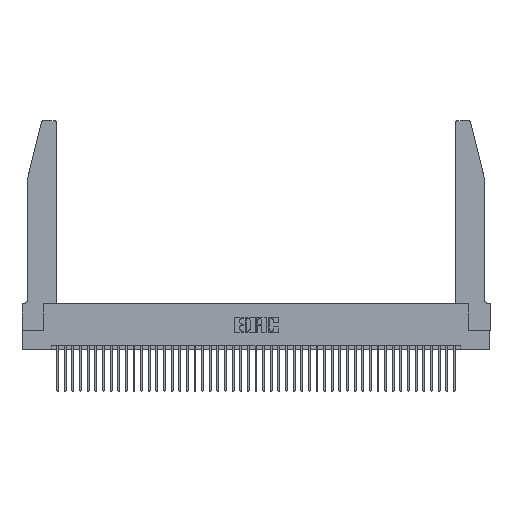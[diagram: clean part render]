
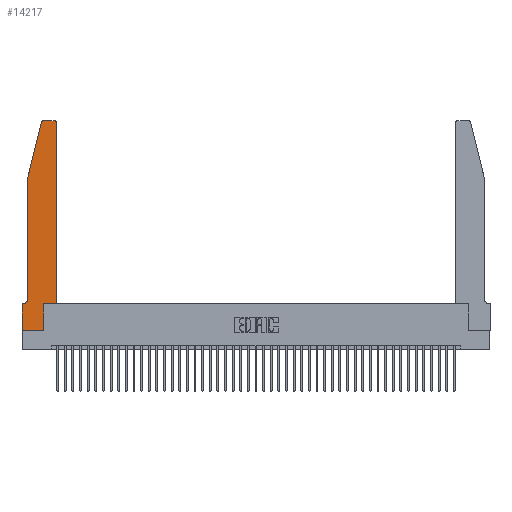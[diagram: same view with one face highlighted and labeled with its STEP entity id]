
A CAD part, top view. The second image highlights one B-rep face of the part: STEP entity #14217.
In plain terms, the highlighted planar face has unit normal (0, 0, 1).
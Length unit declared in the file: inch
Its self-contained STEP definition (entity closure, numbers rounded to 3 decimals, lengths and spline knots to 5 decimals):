
#743 = FACE_OUTER_BOUND ( 'NONE', #43722, .T. ) ;
#782 = CIRCLE ( 'NONE', #12566, 0.07 ) ;
#888 = DIRECTION ( 'NONE',  ( 0., 0., 1. ) ) ;
#902 = CARTESIAN_POINT ( 'NONE',  ( 0.25487, 2.72718, 0.37 ) ) ;
#1492 = CARTESIAN_POINT ( 'NONE',  ( 0.0755, 0.35, 0.37 ) ) ;
#2122 = CARTESIAN_POINT ( 'NONE',  ( 0.4205, 2.75, 0.37 ) ) ;
#2628 = VECTOR ( 'NONE', #19080, 39.37008 ) ;
#3124 = CIRCLE ( 'NONE', #25522, 0.03 ) ;
#3675 = VERTEX_POINT ( 'NONE', #6419 ) ;
#3826 = ORIENTED_EDGE ( 'NONE', *, *, #12917, .T. ) ;
#4391 = ORIENTED_EDGE ( 'NONE', *, *, #35018, .T. ) ;
#4659 = VECTOR ( 'NONE', #16573, 39.37008 ) ;
#6419 = CARTESIAN_POINT ( 'NONE',  ( 0.2865, 0., 0.37 ) ) ;
#6848 = VERTEX_POINT ( 'NONE', #16214 ) ;
#6952 = VECTOR ( 'NONE', #36835, 39.37008 ) ;
#7329 = DIRECTION ( 'NONE',  ( 0., 0., 1. ) ) ;
#7506 = VECTOR ( 'NONE', #23417, 39.37008 ) ;
#8292 = ORIENTED_EDGE ( 'NONE', *, *, #35129, .T. ) ;
#8423 = VERTEX_POINT ( 'NONE', #11246 ) ;
#10572 = VECTOR ( 'NONE', #36216, 39.37008 ) ;
#11246 = CARTESIAN_POINT ( 'NONE',  ( 0.2865, 0.35, 0.37 ) ) ;
#11865 = EDGE_CURVE ( 'NONE', #38177, #38658, #3124, .T. ) ;
#12182 = EDGE_CURVE ( 'NONE', #6848, #38177, #18926, .T. ) ;
#12190 = DIRECTION ( 'NONE',  ( 1., 0., 0. ) ) ;
#12231 = CARTESIAN_POINT ( 'NONE',  ( 0.0055, 0.42, 0.37 ) ) ;
#12566 = AXIS2_PLACEMENT_3D ( 'NONE', #12231, #36401, #15745 ) ;
#12917 = EDGE_CURVE ( 'NONE', #21689, #42978, #41520, .T. ) ;
#14217 = ADVANCED_FACE ( 'NONE', ( #743 ), #38337, .T. ) ;
#15118 = ORIENTED_EDGE ( 'NONE', *, *, #35027, .T. ) ;
#15437 = VECTOR ( 'NONE', #40265, 39.37008 ) ;
#15745 = DIRECTION ( 'NONE',  ( -1., 0., 0. ) ) ;
#15851 = CARTESIAN_POINT ( 'NONE',  ( 0.4505, 2.72, 0.37 ) ) ;
#16182 = CARTESIAN_POINT ( 'NONE',  ( 0.2865, 0.35, 0.37 ) ) ;
#16214 = CARTESIAN_POINT ( 'NONE',  ( 0.4505, 0.35, 0.37 ) ) ;
#16573 = DIRECTION ( 'NONE',  ( -0.239, -0.971, 0. ) ) ;
#18097 = EDGE_CURVE ( 'NONE', #38658, #24286, #22226, .T. ) ;
#18314 = DIRECTION ( 'NONE',  ( 0., 0., 1. ) ) ;
#18926 = LINE ( 'NONE', #19945, #7506 ) ;
#18961 = ORIENTED_EDGE ( 'NONE', *, *, #12182, .T. ) ;
#19080 = DIRECTION ( 'NONE',  ( -1., 0., 0. ) ) ;
#19187 = CARTESIAN_POINT ( 'NONE',  ( 0.0755, 0.42, 0.37 ) ) ;
#19945 = CARTESIAN_POINT ( 'NONE',  ( 0.4505, 0.35, 0.37 ) ) ;
#19992 = ORIENTED_EDGE ( 'NONE', *, *, #38135, .T. ) ;
#20621 = CARTESIAN_POINT ( 'NONE',  ( 0., 0., 0.37 ) ) ;
#21689 = VERTEX_POINT ( 'NONE', #902 ) ;
#21739 = CARTESIAN_POINT ( 'NONE',  ( 0.284, 2.72, 0.37 ) ) ;
#21826 = CARTESIAN_POINT ( 'NONE',  ( 0., 0.35, 0.37 ) ) ;
#22226 = LINE ( 'NONE', #39725, #2628 ) ;
#23036 = LINE ( 'NONE', #1492, #28924 ) ;
#23329 = DIRECTION ( 'NONE',  ( 1., 0., 0. ) ) ;
#23417 = DIRECTION ( 'NONE',  ( 0., 1., 0. ) ) ;
#23990 = VERTEX_POINT ( 'NONE', #21826 ) ;
#24286 = VERTEX_POINT ( 'NONE', #37172 ) ;
#24623 = LINE ( 'NONE', #26397, #15437 ) ;
#25205 = DIRECTION ( 'NONE',  ( 1., 0., 0. ) ) ;
#25411 = LINE ( 'NONE', #16182, #6952 ) ;
#25502 = LINE ( 'NONE', #40514, #36823 ) ;
#25522 = AXIS2_PLACEMENT_3D ( 'NONE', #38969, #18314, #42453 ) ;
#25809 = CARTESIAN_POINT ( 'NONE',  ( 0.0755, 2., 0.37 ) ) ;
#26397 = CARTESIAN_POINT ( 'NONE',  ( 0., 0., 0.37 ) ) ;
#26433 = AXIS2_PLACEMENT_3D ( 'NONE', #28064, #7329, #31536 ) ;
#26828 = CARTESIAN_POINT ( 'NONE',  ( 0.0755, 2., 0.37 ) ) ;
#27570 = CARTESIAN_POINT ( 'NONE',  ( 0.0055, 0.35, 0.37 ) ) ;
#28064 = CARTESIAN_POINT ( 'NONE',  ( 0., 0.35, 0.37 ) ) ;
#28788 = ORIENTED_EDGE ( 'NONE', *, *, #11865, .T. ) ;
#28924 = VECTOR ( 'NONE', #29254, 39.37008 ) ;
#28929 = EDGE_CURVE ( 'NONE', #8423, #6848, #25502, .T. ) ;
#29254 = DIRECTION ( 'NONE',  ( -1., 0., 0. ) ) ;
#29409 = CARTESIAN_POINT ( 'NONE',  ( 0., 0., 0.37 ) ) ;
#29502 = AXIS2_PLACEMENT_3D ( 'NONE', #21739, #888, #25205 ) ;
#31372 = VERTEX_POINT ( 'NONE', #27570 ) ;
#31536 = DIRECTION ( 'NONE',  ( 1., 0., 0. ) ) ;
#31910 = ORIENTED_EDGE ( 'NONE', *, *, #28929, .T. ) ;
#32457 = VERTEX_POINT ( 'NONE', #19187 ) ;
#32588 = EDGE_CURVE ( 'NONE', #3675, #8423, #25411, .T. ) ;
#33677 = ORIENTED_EDGE ( 'NONE', *, *, #18097, .T. ) ;
#34379 = EDGE_CURVE ( 'NONE', #32457, #31372, #782, .T. ) ;
#34534 = ORIENTED_EDGE ( 'NONE', *, *, #34379, .T. ) ;
#35018 = EDGE_CURVE ( 'NONE', #31372, #23990, #23036, .T. ) ;
#35027 = EDGE_CURVE ( 'NONE', #42978, #32457, #38131, .T. ) ;
#35129 = EDGE_CURVE ( 'NONE', #23990, #37067, #24623, .T. ) ;
#35986 = CARTESIAN_POINT ( 'NONE',  ( 0.0755, 2., 0.37 ) ) ;
#36216 = DIRECTION ( 'NONE',  ( 0., -1., 0. ) ) ;
#36401 = DIRECTION ( 'NONE',  ( 0., 0., -1. ) ) ;
#36823 = VECTOR ( 'NONE', #23329, 39.37008 ) ;
#36835 = DIRECTION ( 'NONE',  ( 0., 1., 0. ) ) ;
#37067 = VERTEX_POINT ( 'NONE', #20621 ) ;
#37112 = CIRCLE ( 'NONE', #29502, 0.03 ) ;
#37172 = CARTESIAN_POINT ( 'NONE',  ( 0.284, 2.75, 0.37 ) ) ;
#37834 = ORIENTED_EDGE ( 'NONE', *, *, #40995, .T. ) ;
#38131 = LINE ( 'NONE', #25809, #10572 ) ;
#38135 = EDGE_CURVE ( 'NONE', #37067, #3675, #43882, .T. ) ;
#38177 = VERTEX_POINT ( 'NONE', #15851 ) ;
#38337 = PLANE ( 'NONE',  #26433 ) ;
#38658 = VERTEX_POINT ( 'NONE', #2122 ) ;
#38969 = CARTESIAN_POINT ( 'NONE',  ( 0.4205, 2.72, 0.37 ) ) ;
#39725 = CARTESIAN_POINT ( 'NONE',  ( 0.2605, 2.75, 0.37 ) ) ;
#40265 = DIRECTION ( 'NONE',  ( 0., -1., 0. ) ) ;
#40514 = CARTESIAN_POINT ( 'NONE',  ( 0.4505, 0.35, 0.37 ) ) ;
#40995 = EDGE_CURVE ( 'NONE', #24286, #21689, #37112, .T. ) ;
#41520 = LINE ( 'NONE', #26828, #4659 ) ;
#42453 = DIRECTION ( 'NONE',  ( 1., 0., 0. ) ) ;
#42800 = VECTOR ( 'NONE', #12190, 39.37008 ) ;
#42978 = VERTEX_POINT ( 'NONE', #35986 ) ;
#43722 = EDGE_LOOP ( 'NONE', ( #33677, #37834, #3826, #15118, #34534, #4391, #8292, #19992, #44497, #31910, #18961, #28788 ) ) ;
#43882 = LINE ( 'NONE', #29409, #42800 ) ;
#44497 = ORIENTED_EDGE ( 'NONE', *, *, #32588, .T. ) ;
